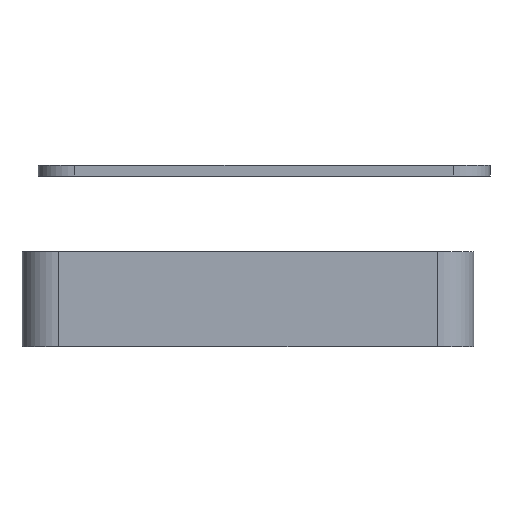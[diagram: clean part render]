
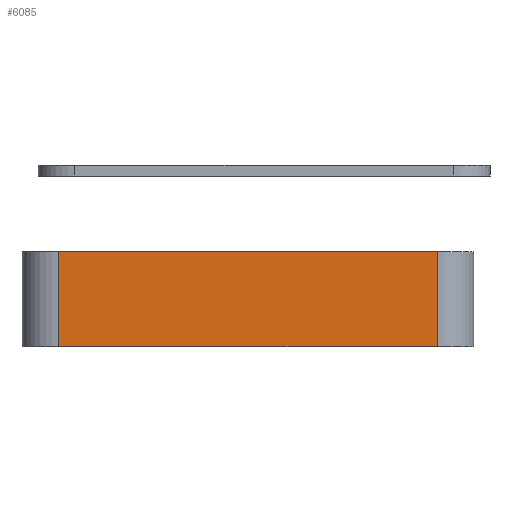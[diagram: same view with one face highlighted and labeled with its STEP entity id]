
A CAD part, left-side view. The second image highlights one B-rep face of the part: STEP entity #6085.
In plain terms, the highlighted planar face has unit normal (-1, 0, 0).
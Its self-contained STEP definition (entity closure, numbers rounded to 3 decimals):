
#534=PLANE('',#6484);
#838=FACE_OUTER_BOUND('',#1277,.T.);
#1277=EDGE_LOOP('',(#5581,#5582,#5583,#5584));
#1755=LINE('',#11275,#2236);
#1761=LINE('',#11300,#2242);
#1762=LINE('',#11303,#2243);
#1763=LINE('',#11304,#2244);
#2236=VECTOR('',#7645,10.);
#2242=VECTOR('',#7671,10.);
#2243=VECTOR('',#7674,10.);
#2244=VECTOR('',#7675,10.);
#3037=VERTEX_POINT('',#11272);
#3038=VERTEX_POINT('',#11274);
#3047=VERTEX_POINT('',#11298);
#3048=VERTEX_POINT('',#11302);
#3887=EDGE_CURVE('',#3037,#3038,#1755,.T.);
#3900=EDGE_CURVE('',#3047,#3037,#1761,.T.);
#3901=EDGE_CURVE('',#3047,#3048,#1762,.T.);
#3902=EDGE_CURVE('',#3038,#3048,#1763,.T.);
#5581=ORIENTED_EDGE('',*,*,#3900,.F.);
#5582=ORIENTED_EDGE('',*,*,#3901,.T.);
#5583=ORIENTED_EDGE('',*,*,#3902,.F.);
#5584=ORIENTED_EDGE('',*,*,#3887,.F.);
#6085=ADVANCED_FACE('',(#838),#534,.T.);
#6484=AXIS2_PLACEMENT_3D('',#11301,#7672,#7673);
#7645=DIRECTION('',(0.,-1.,0.));
#7671=DIRECTION('',(0.,0.,1.));
#7672=DIRECTION('center_axis',(-1.,0.,0.));
#7673=DIRECTION('ref_axis',(0.,-1.,0.));
#7674=DIRECTION('',(0.,-1.,0.));
#7675=DIRECTION('',(0.,0.,-1.));
#11272=CARTESIAN_POINT('',(-84.5,29.5,3.));
#11274=CARTESIAN_POINT('',(-84.5,-22.181,3.));
#11275=CARTESIAN_POINT('',(-84.5,34.5,3.));
#11298=CARTESIAN_POINT('',(-84.5,29.5,-10.));
#11300=CARTESIAN_POINT('',(-84.5,29.5,-10.));
#11301=CARTESIAN_POINT('Origin',(-84.5,34.5,-10.));
#11302=CARTESIAN_POINT('',(-84.5,-22.181,-10.));
#11303=CARTESIAN_POINT('',(-84.5,34.5,-10.));
#11304=CARTESIAN_POINT('',(-84.5,-22.181,-10.));
